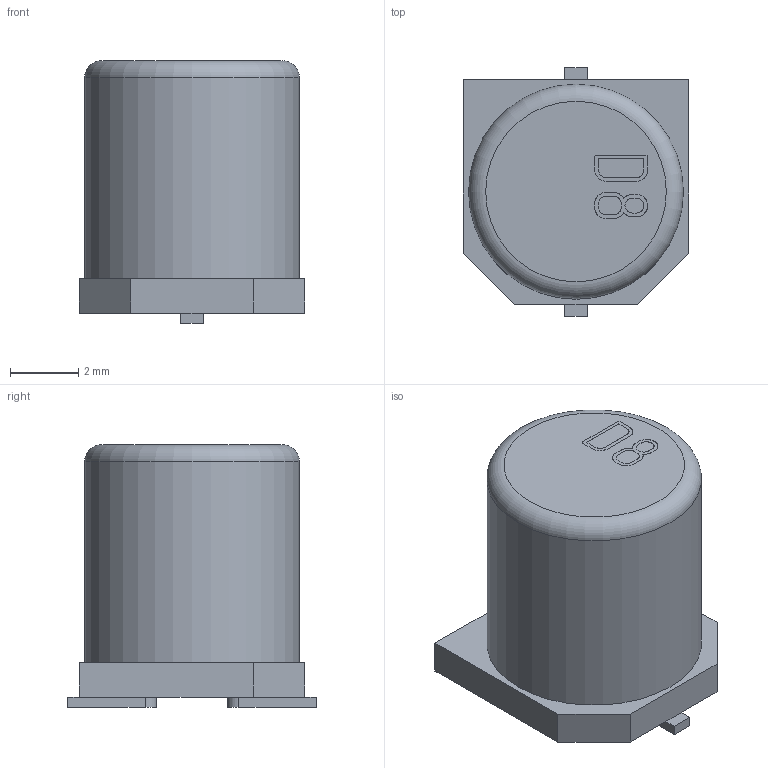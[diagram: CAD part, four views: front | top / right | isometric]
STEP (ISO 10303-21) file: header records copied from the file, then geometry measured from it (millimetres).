
FILE_DESCRIPTION(('STEP AP214'), '1');
FILE_NAME('Êîíäåíñàòîð D8', '2023-01-24T13:34:50', ('ava'), (''), 'ASCON STEP Converter 1.3', 'ASCON Math Kernel', '');
FILE_SCHEMA(('AUTOMOTIVE_DESIGN { 1 0 10303 214 3 1 1}'));
Length unit declared in the file: millimetre
Products named in the file (1): 1
Bounding box: 6.6 x 7.3 x 7.7 mm (x, y, z)
Volume: 240.8 mm3; surface area: 234.2 mm2
Topology: 1 solids, 1 shells, 158 faces, 445 edges, 295 vertices
Faces by surface type: cylinder 81, plane 76, torus 1
Full cylindrical faces by diameter (mm): 6.3 x1
Entity records: 6302 total; most frequent: DIRECTION 924, CARTESIAN_POINT 897, ORIENTED_EDGE 886, EDGE_CURVE 443, AXIS2_PLACEMENT_3D 322, VERTEX_POINT 295, LINE 280, VECTOR 280
